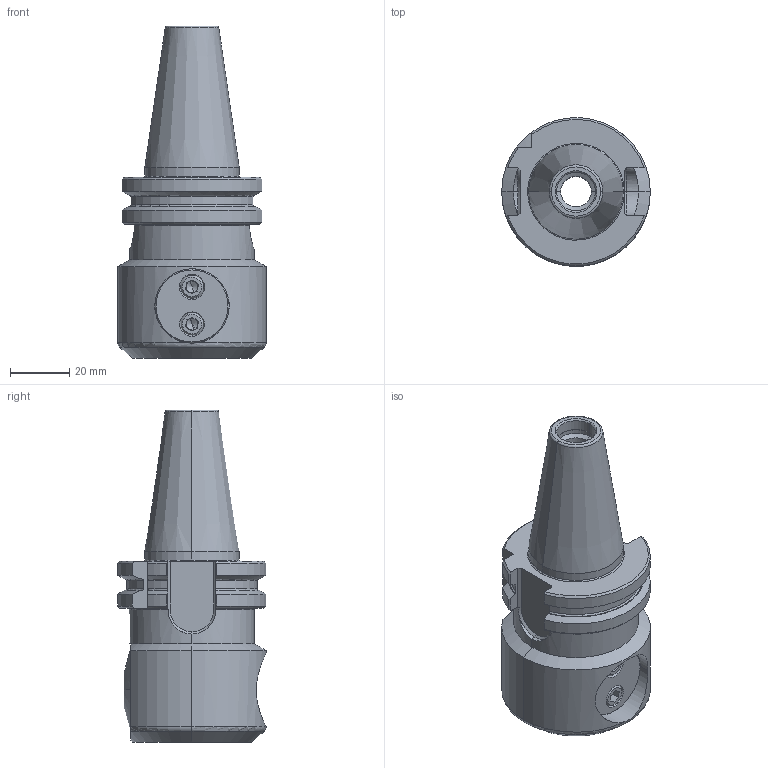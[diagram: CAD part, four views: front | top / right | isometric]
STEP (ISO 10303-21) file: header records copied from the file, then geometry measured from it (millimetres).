
FILE_DESCRIPTION(('no description'),'unknown implementation level');
FILE_NAME('D33189B8-A191-4C3C-9AAD-D2A9A6B2C8D7_export.stp',' ',('CIMSOURCE GmbH'),('CADClick - KiM GmbH - www.kimweb.de'),'unknown preprocess','ACIS','unknown authorization');
FILE_SCHEMA(('automotive_design'));
Length unit declared in the file: millimetre
Products named in the file (7): 112.303A Kaiser EWN 2-32 X SK30_VD|112.094 Kaiser Werkzeugk�rper zu EWN2-32xSK30 VD_Standard;NONE; 112.303A Kaiser EWN 2-32 X SK30_VD|112.035 Kaiser Zustelleinheit metr. EWN2-32_Standard|112.364 Kaiser Werkzeugtr�ger EWN2-32_Standard;NONE; 112.303A Kaiser EWN 2-32 X SK30_VD|112.035 Kaiser Zustelleinheit metr. EWN2-32_Standard|112.357 Kaiser RTL �6.7 X 7.3_Standard;NONE; 112.303A Kaiser EWN 2-32 X SK30_VD|112.035 Kaiser Zustelleinheit metr. EWN2-32_Standard|691.375 Kaiser ETL �4 X 14K_Standard;NONE; 112.303A Kaiser EWN 2-32 X SK30_VD|112.035 Kaiser Zustelleinheit metr. EWN2-32_Standard|690.460 Kaiser ETL M8 X 6D_Standard;NONE
Bounding box: 50 x 49.95 x 111.65 mm (x, y, z)
Volume: 108381.6 mm3; surface area: 29445.5 mm2
Topology: 7 solids, 7 shells, 256 faces, 638 edges, 388 vertices
Faces by surface type: plane 93, cylinder 71, cone 55, bspline 20, torus 17
Entity records: 17516 total; most frequent: CARTESIAN_POINT 4425, STYLED_ITEM 1274, PRESENTATION_STYLE_ASSIGNMENT 1274, COLOUR_RGB 1274, ORIENTED_EDGE 1260, DIRECTION 1158, EDGE_CURVE 630, CURVE_STYLE 630
